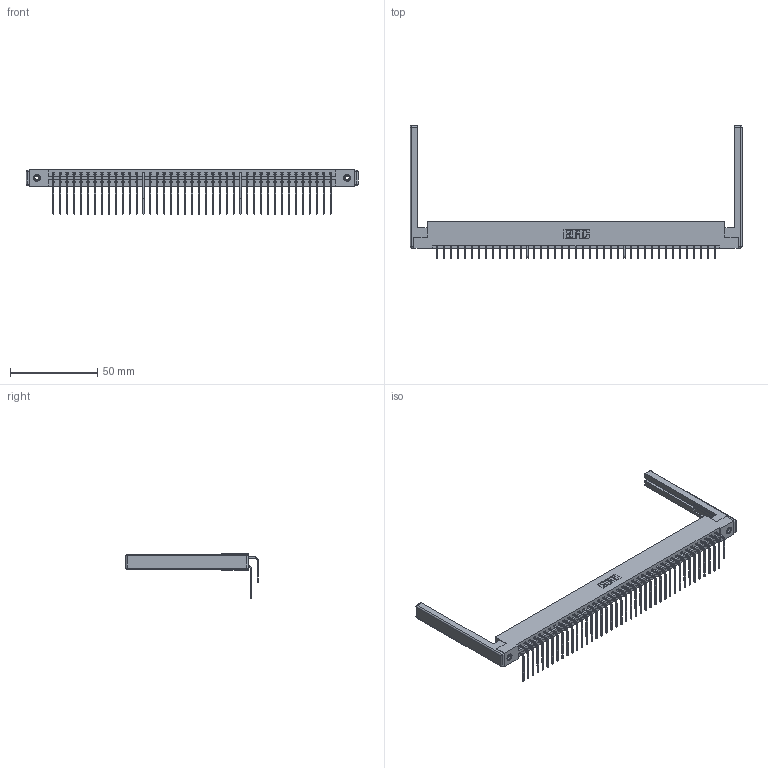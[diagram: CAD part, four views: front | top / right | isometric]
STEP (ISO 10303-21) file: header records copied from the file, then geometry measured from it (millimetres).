
FILE_DESCRIPTION (( 'STEP AP203' ), '1' );
FILE_NAME ('387-082-559-268.STEP', '2019-10-23T00:31:52', ( '' ), ( '' ), 'SwSTEP 2.0', 'SolidWorks 2016', '' );
FILE_SCHEMA (( 'CONFIG_CONTROL_DESIGN' ));
Length unit declared in the file: inch
Products named in the file (6): 337 Part_Flush Mounting Lugs - 0.156 Dia-TI; 307-220-068; 345-292-001_559 Tail - 2; 345-250-001_345-250-001-102; 387-082-559-268; 345-292-001_558 559 Tail - 1
Assembly tree (87 placements, depth 2):
  387-082-559-268
    337 Part_Flush Mounting Lugs - 0.156 Dia-TI
    345-292-001_558 559 Tail - 1  x41
    345-292-001_559 Tail - 2  x41
    345-250-001_345-250-001-102  x2
    307-220-068  x2
Bounding box: 189.89 x 75.63 x 25.53 mm (x, y, z)
Volume: 24856.7 mm3; surface area: 29543.4 mm2
Topology: 87 solids, 87 shells, 4860 faces, 14395 edges, 9466 vertices
Faces by surface type: plane 3438, cylinder 1398, cone 12, sphere 8, torus 4
Entity records: 36462 total; most frequent: CARTESIAN_POINT 6154, ORIENTED_EDGE 6028, DIRECTION 5288, EDGE_CURVE 3014, LINE 2796, VECTOR 2796, VERTEX_POINT 1998, AXIS2_PLACEMENT_3D 1246
